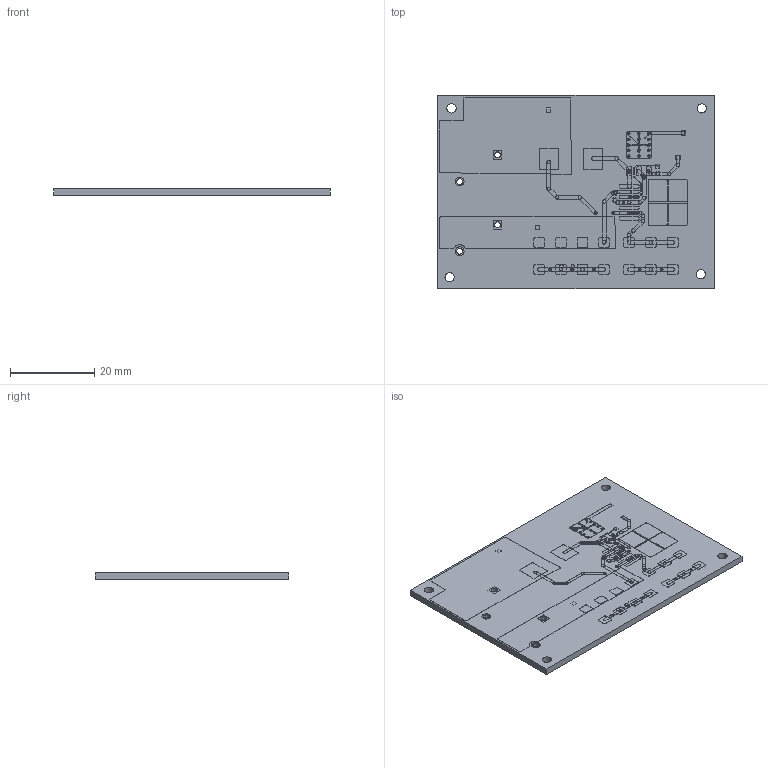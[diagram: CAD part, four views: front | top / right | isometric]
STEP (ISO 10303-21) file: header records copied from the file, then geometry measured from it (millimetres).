
FILE_DESCRIPTION(('KiCad electronic assembly'),'2;1');
FILE_NAME('12v converter.step','2025-01-18T15:04:01',('Pcbnew'),('Kicad' ),'Open CASCADE STEP processor 7.7','KiCad to STEP converter', 'Unknown');
FILE_SCHEMA(('AUTOMOTIVE_DESIGN { 1 0 10303 214 1 1 1 1 }'));
Length unit declared in the file: millimetre
Products named in the file (216): 12v converter 1; 12v converter_track_1; 12v converter_track_2; 12v converter_track_3; 12v converter_track_4; 12v converter_track_5; 12v converter_track_6; 12v converter_track_7; 12v converter_track_8; 12v converter_track_9; 12v converter_track_10; 12v converter_track_11; 12v converter_track_12; 12v converter_track_13; 12v converter_track_14; 12v converter_track_15; 12v converter_track_16; 12v converter_track_17; 12v converter_track_18; 12v converter_track_19; 12v converter_track_20; 12v converter_track_21; 12v converter_track_22; 12v converter_track_23; 12v converter_track_24; 12v converter_track_25; 12v converter_track_26; 12v converter_track_27; 12v converter_track_28; 12v converter_track_29; 12v converter_track_30; 12v converter_track_31; 12v converter_track_32; 12v converter_track_33; 12v converter_track_34; 12v converter_track_35; 12v converter_track_36; 12v converter_track_37; 12v converter_track_38; 12v converter_track_39 ...
Assembly tree (215 placements, depth 2):
  12v converter 1
    12v converter_track_1
    12v converter_track_2
    12v converter_track_3
    12v converter_track_4
    12v converter_track_5
    12v converter_track_6
    12v converter_track_7
    12v converter_track_8
    12v converter_track_9
    12v converter_track_10
    12v converter_track_11
    12v converter_track_12
    12v converter_track_13
    12v converter_track_14
    12v converter_track_15
    12v converter_track_16
    12v converter_track_17
    12v converter_track_18
    12v converter_track_19
    12v converter_track_20
    12v converter_track_21
    12v converter_track_22
    12v converter_track_23
    12v converter_track_24
    12v converter_track_25
    12v converter_track_26
    12v converter_track_27
    12v converter_track_28
    12v converter_track_29
    12v converter_track_30
    12v converter_track_31
    12v converter_track_32
    12v converter_track_33
    12v converter_track_34
    12v converter_track_35
    12v converter_track_36
    12v converter_track_37
    12v converter_track_38
    12v converter_track_39
    12v converter_track_40
    12v converter_track_41
    12v converter_track_42
    12v converter_track_43
    12v converter_track_44
    12v converter_track_45
    12v converter_track_46
    12v converter_track_47
    12v converter_track_48
    12v converter_track_49
    12v converter_track_50
    12v converter_track_51
    12v converter_track_52
    12v converter_track_53
    12v converter_track_54
    12v converter_track_55
    12v converter_track_56
    12v converter_track_57
    12v converter_track_58
    12v converter_track_59
Bounding box: 65.69 x 45.95 x 1.67 mm (x, y, z)
Volume: 4941.4 mm3; surface area: 15052.7 mm2
Topology: 206 solids, 206 shells, 2125 faces, 5139 edges, 3426 vertices
Faces by surface type: plane 1701, cylinder 424
Full cylindrical faces by diameter (mm): 0.25 x147, 0.3 x52, 0.6 x54, 1.35 x16, 1.4 x8, 2.1 x4, 2.2 x4
Entity records: 67421 total; most frequent: CARTESIAN_POINT 10906, DIRECTION 10669, ORIENTED_EDGE 10278, EDGE_CURVE 5139, LINE 4291, VECTOR 4291, VERTEX_POINT 3426, AXIS2_PLACEMENT_3D 3189
